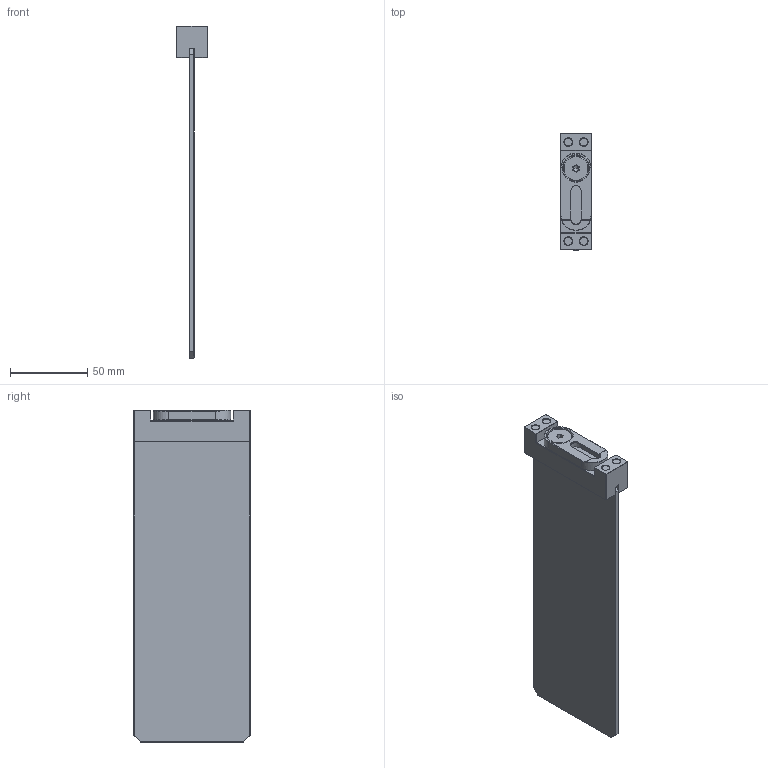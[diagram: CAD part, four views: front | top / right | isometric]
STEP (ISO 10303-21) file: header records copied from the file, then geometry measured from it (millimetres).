
FILE_DESCRIPTION((''),'2;1');
FILE_NAME('MHR-0001_ASM','2023-08-25T11:11:21',('R&D'),(''),'CREO PARAMETRIC BY PTC INC, 2021063','CREO PARAMETRIC BY PTC INC, 2021063','');
FILE_SCHEMA(('CONFIG_CONTROL_DESIGN'));
Length unit declared in the file: millimetre
Products named in the file (7): MHR-0002-01; MHR-0002-02; M3X10_HM; MHR-0002-04; MHR-0002-03; DBTS6-3-6; MHR-0001_ASM
Assembly tree (10 placements, depth 2):
  MHR-0001_ASM
    MHR-0002-01
    MHR-0002-02
    M3X10_HM  x2
    MHR-0002-04  x4
    MHR-0002-03
    DBTS6-3-6
Bounding box: 20 x 75 x 214.5 mm (x, y, z)
Volume: 70351.4 mm3; surface area: 43778.2 mm2
Topology: 10 solids, 13 shells, 395 faces, 993 edges, 629 vertices
Faces by surface type: cylinder 160, plane 150, cone 55, bspline 30
Entity records: 15455 total; most frequent: CARTESIAN_POINT 8318, ORIENTED_EDGE 1476, DIRECTION 1378, EDGE_CURVE 744, AXIS2_PLACEMENT_3D 472, VERTEX_POINT 468, VECTOR 434, LINE 434
